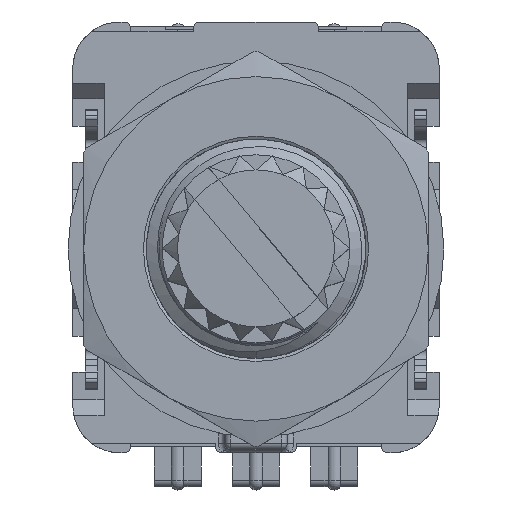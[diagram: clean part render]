
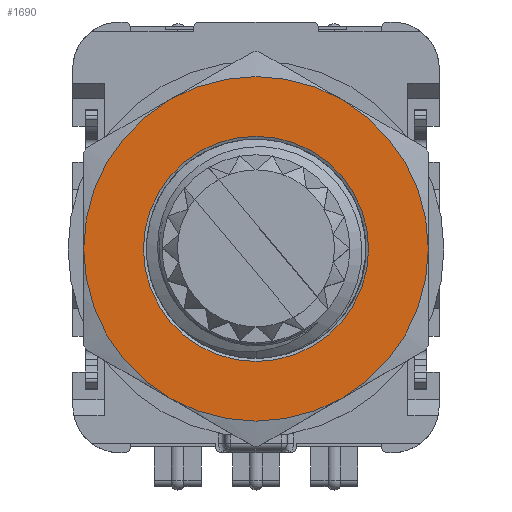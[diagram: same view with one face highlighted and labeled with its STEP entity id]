
A CAD part, top view. The second image highlights one B-rep face of the part: STEP entity #1690.
In plain terms, the highlighted planar face has unit normal (0, 0, 1).
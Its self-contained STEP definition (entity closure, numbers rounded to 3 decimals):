
#1690=ADVANCED_FACE('',(#12823,#12825),#12827,.T.);
#12823=FACE_BOUND('',#12824,.T.);
#12824=EDGE_LOOP('',(#18411,#18412,#18413,#18414,#18415,#18416));
#12825=FACE_BOUND('',#12826,.T.);
#12826=EDGE_LOOP('',(#18417));
#12827=PLANE('',#12828);
#12828=AXIS2_PLACEMENT_3D('',#12829,#12830,#12831);
#12829=CARTESIAN_POINT('',(0.,0.,3.3));
#12830=DIRECTION('',(0.,0.,1.));
#12831=DIRECTION('',(0.,-1.,0.));
#18411=ORIENTED_EDGE('',*,*,#21498,.F.);
#18412=ORIENTED_EDGE('',*,*,#21499,.F.);
#18413=ORIENTED_EDGE('',*,*,#21500,.F.);
#18414=ORIENTED_EDGE('',*,*,#21501,.F.);
#18415=ORIENTED_EDGE('',*,*,#21502,.F.);
#18416=ORIENTED_EDGE('',*,*,#21503,.F.);
#18417=ORIENTED_EDGE('',*,*,#21485,.T.);
#21485=EDGE_CURVE('',#23503,#23503,#23504,.T.);
#21498=EDGE_CURVE('',#23525,#23526,#23527,.T.);
#21499=EDGE_CURVE('',#23528,#23525,#23529,.T.);
#21500=EDGE_CURVE('',#23530,#23528,#23531,.T.);
#21501=EDGE_CURVE('',#23532,#23530,#23533,.T.);
#21502=EDGE_CURVE('',#23534,#23532,#23535,.T.);
#21503=EDGE_CURVE('',#23526,#23534,#23536,.T.);
#23503=VERTEX_POINT('',#28992);
#23504=CIRCLE('',#28993,3.594);
#23525=VERTEX_POINT('',#29499);
#23526=VERTEX_POINT('',#29500);
#23527=CIRCLE('',#29501,5.5);
#23528=VERTEX_POINT('',#29505);
#23529=CIRCLE('',#29506,5.5);
#23530=VERTEX_POINT('',#29510);
#23531=CIRCLE('',#29511,5.5);
#23532=VERTEX_POINT('',#29515);
#23533=CIRCLE('',#29516,5.5);
#23534=VERTEX_POINT('',#29520);
#23535=CIRCLE('',#29521,5.5);
#23536=CIRCLE('',#29525,5.5);
#28992=CARTESIAN_POINT('',(0.,-3.594,3.3));
#28993=AXIS2_PLACEMENT_3D('',#28994,#28995,#28996);
#28994=CARTESIAN_POINT('',(0.,0.,3.3));
#28995=DIRECTION('',(0.,0.,-1.));
#28996=DIRECTION('',(0.,-1.,0.));
#29499=CARTESIAN_POINT('',(5.5,0.,3.3));
#29500=CARTESIAN_POINT('',(2.75,-4.763,3.3));
#29501=AXIS2_PLACEMENT_3D('',#29502,#29503,#29504);
#29502=CARTESIAN_POINT('',(0.,0.,3.3));
#29503=DIRECTION('',(0.,0.,-1.));
#29504=DIRECTION('',(1.,0.,0.));
#29505=CARTESIAN_POINT('',(2.75,4.763,3.3));
#29506=AXIS2_PLACEMENT_3D('',#29507,#29508,#29509);
#29507=CARTESIAN_POINT('',(0.,0.,3.3));
#29508=DIRECTION('',(0.,0.,-1.));
#29509=DIRECTION('',(0.5,0.866,0.));
#29510=CARTESIAN_POINT('',(-2.75,4.763,3.3));
#29511=AXIS2_PLACEMENT_3D('',#29512,#29513,#29514);
#29512=CARTESIAN_POINT('',(0.,0.,3.3));
#29513=DIRECTION('',(0.,0.,-1.));
#29514=DIRECTION('',(-0.5,0.866,0.));
#29515=CARTESIAN_POINT('',(-5.5,0.,3.3));
#29516=AXIS2_PLACEMENT_3D('',#29517,#29518,#29519);
#29517=CARTESIAN_POINT('',(0.,0.,3.3));
#29518=DIRECTION('',(0.,0.,-1.));
#29519=DIRECTION('',(-1.,0.,0.));
#29520=CARTESIAN_POINT('',(-2.75,-4.763,3.3));
#29521=AXIS2_PLACEMENT_3D('',#29522,#29523,#29524);
#29522=CARTESIAN_POINT('',(0.,0.,3.3));
#29523=DIRECTION('',(0.,0.,-1.));
#29524=DIRECTION('',(-0.5,-0.866,0.));
#29525=AXIS2_PLACEMENT_3D('',#29526,#29527,#29528);
#29526=CARTESIAN_POINT('',(0.,0.,3.3));
#29527=DIRECTION('',(0.,0.,-1.));
#29528=DIRECTION('',(0.5,-0.866,0.));
